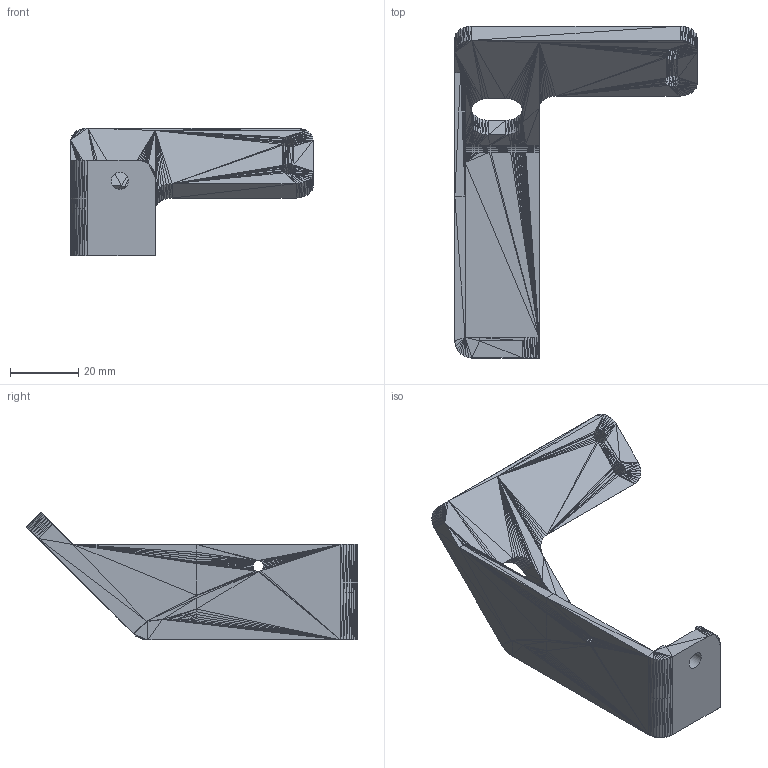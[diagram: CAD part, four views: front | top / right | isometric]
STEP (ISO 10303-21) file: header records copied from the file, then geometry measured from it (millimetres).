
FILE_DESCRIPTION(/* description */ ('FreeCAD Model'),/* implementation_level */ '2;1');
FILE_NAME(/* name */ 'sovol-sv08-filament-runout-sensor-bracket-v1.step',/* time_stamp */ '2025-12-26T13:34:15-06:00',/* author */ (''),/* organization */ (''),/* preprocessor_version */ 'ST-DEVELOPER v20.1',/* originating_system */ 'Autodesk Translation Framework v14.21.0.0',/* authorisation */ '');
FILE_SCHEMA (('AUTOMOTIVE_DESIGN { 1 0 10303 214 3 1 1 }'));
Length unit declared in the file: millimetre
Products named in the file (1): sovol_sv08_filament_runout_sensor_mount_45degree_thicker_v002
Bounding box: 71 x 97.21 x 37.47 mm (x, y, z)
Volume: 28054.7 mm3; surface area: 13746.5 mm2
Topology: 1 solids, 1 shells, 1610 faces, 2479 edges, 837 vertices
Faces by surface type: plane 1581, cylinder 29
Full cylindrical faces by diameter (mm): 5 x1, 6.217 x1
Entity records: 32053 total; most frequent: DIRECTION 5793, ORIENTED_EDGE 4958, CARTESIAN_POINT 4927, EDGE_CURVE 2479, LINE 2387, VECTOR 2387, AXIS2_PLACEMENT_3D 1703, EDGE_LOOP 1613
